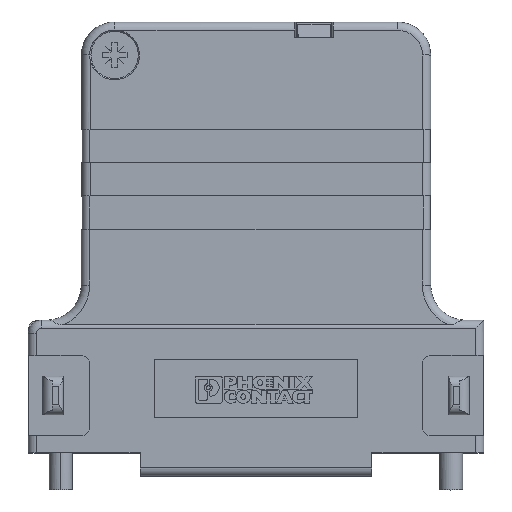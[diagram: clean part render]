
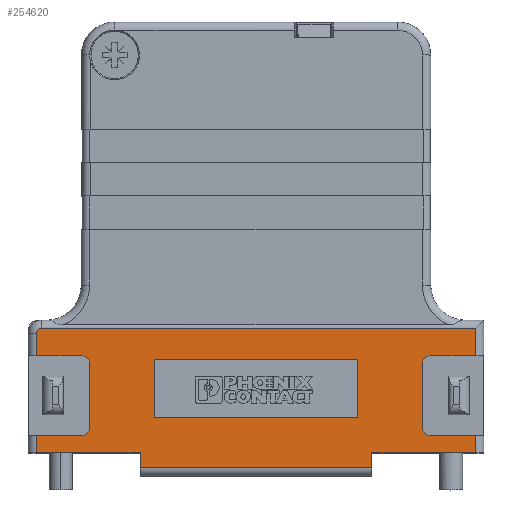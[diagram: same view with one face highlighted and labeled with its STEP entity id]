
A CAD part, top view. The second image highlights one B-rep face of the part: STEP entity #254620.
In plain terms, the highlighted face is planar.
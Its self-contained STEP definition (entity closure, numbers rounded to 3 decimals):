
#14710=CARTESIAN_POINT('',(-13.981,-1.802,
-0.1));
#14720=VERTEX_POINT('',#14710);
#14750=CARTESIAN_POINT('',(-13.981,0.74,
-0.1));
#14760=DIRECTION('',(0.,1.,0.));
#14770=VECTOR('',#14760,1.);
#14780=LINE('',#14750,#14770);
#14790=CARTESIAN_POINT('',(-13.981,0.019,
-0.1));
#14800=VERTEX_POINT('',#14790);
#14810=EDGE_CURVE('',#14720,#14800,#14780,.T.);
#131040=CARTESIAN_POINT('',(26.469,0.019,
-0.1));
#131050=VERTEX_POINT('',#131040);
#131080=CARTESIAN_POINT('',(0.,0.019,
-0.1));
#131090=DIRECTION('',(1.,0.,0.));
#131100=VECTOR('',#131090,1.);
#131110=LINE('',#131080,#131100);
#131120=CARTESIAN_POINT('',(13.981,0.019,
-0.1));
#131130=VERTEX_POINT('',#131120);
#131140=EDGE_CURVE('',#131130,#131050,#131110,.T.);
#131310=CARTESIAN_POINT('',(0.,0.019,
-0.1));
#131320=DIRECTION('',(-1.,0.,0.));
#131330=VECTOR('',#131320,1.);
#131340=LINE('',#131310,#131330);
#131350=CARTESIAN_POINT('',(-26.469,0.019,
-0.1));
#131360=VERTEX_POINT('',#131350);
#131370=EDGE_CURVE('',#14800,#131360,#131340,.T.);
#211650=CARTESIAN_POINT('',(13.981,0.74,
-0.1));
#211660=DIRECTION('',(0.,1.,0.));
#211670=VECTOR('',#211660,1.);
#211680=LINE('',#211650,#211670);
#211690=CARTESIAN_POINT('',(13.981,-1.802,
-0.1));
#211700=VERTEX_POINT('',#211690);
#211710=EDGE_CURVE('',#211700,#131130,#211680,.T.);
#214780=CARTESIAN_POINT('',(-26.469,2.111,
-0.1));
#214790=VERTEX_POINT('',#214780);
#214820=CARTESIAN_POINT('',(0.,2.111,
-0.1));
#214830=DIRECTION('',(-1.,0.,0.));
#214840=VECTOR('',#214830,1.);
#214850=LINE('',#214820,#214840);
#214860=CARTESIAN_POINT('',(-21.05,2.111,-0.1)
);
#214870=VERTEX_POINT('',#214860);
#214880=EDGE_CURVE('',#214870,#214790,#214850,.T.);
#220630=CARTESIAN_POINT('',(-21.05,3.135,-0.1)
);
#220640=DIRECTION('',(0.,0.,1.));
#220650=DIRECTION('',(1.,0.,0.));
#220660=AXIS2_PLACEMENT_3D('',#220630,#220640,#220650);
#220670=CIRCLE('',#220660,1.024);
#220680=CARTESIAN_POINT('',(-20.026,3.135,
-0.1));
#220690=VERTEX_POINT('',#220680);
#220700=EDGE_CURVE('',#214870,#220690,#220670,.T.);
#220950=CARTESIAN_POINT('',(-20.026,0.74,
-0.1));
#220960=DIRECTION('',(0.,-1.,0.));
#220970=VECTOR('',#220960,1.);
#220980=LINE('',#220950,#220970);
#220990=CARTESIAN_POINT('',(-20.026,10.735,-0.1
));
#221000=VERTEX_POINT('',#220990);
#221010=EDGE_CURVE('',#221000,#220690,#220980,.T.);
#221260=CARTESIAN_POINT('',(-21.05,10.735,-0.1));
#221270=DIRECTION('',(0.,0.,1.));
#221280=DIRECTION('',(-1.,0.,0.));
#221290=AXIS2_PLACEMENT_3D('',#221260,#221270,#221280);
#221300=CIRCLE('',#221290,1.024);
#221310=CARTESIAN_POINT('',(-21.05,11.759,-0.1))
;
#221320=VERTEX_POINT('',#221310);
#221330=EDGE_CURVE('',#221000,#221320,#221300,.T.);
#221580=CARTESIAN_POINT('',(0.,11.759,
-0.1));
#221590=DIRECTION('',(1.,0.,0.));
#221600=VECTOR('',#221590,1.);
#221610=LINE('',#221580,#221600);
#221620=CARTESIAN_POINT('',(-26.469,11.759,
-0.1));
#221630=VERTEX_POINT('',#221620);
#221640=EDGE_CURVE('',#221630,#221320,#221610,.T.);
#253190=CARTESIAN_POINT('',(0.,0.74,
-0.1));
#253200=DIRECTION('',(0.,0.,-1.));
#253210=DIRECTION('',(0.,-1.,0.));
#253220=AXIS2_PLACEMENT_3D('',#253190,#253200,#253210);
#253230=PLANE('',#253220);
#253240=CARTESIAN_POINT('',(-12.25,0.74,-0.1
));
#253250=DIRECTION('',(0.,-1.,0.));
#253260=VECTOR('',#253250,1.);
#253270=LINE('',#253240,#253260);
#253280=CARTESIAN_POINT('',(-12.25,11.3,-0.1));
#253290=VERTEX_POINT('',#253280);
#253300=CARTESIAN_POINT('',(-12.25,4.3,-0.1)
);
#253310=VERTEX_POINT('',#253300);
#253320=EDGE_CURVE('',#253290,#253310,#253270,.T.);
#253330=ORIENTED_EDGE('',*,*,#253320,.T.);
#253340=CARTESIAN_POINT('',(0.,11.3,
-0.1));
#253350=DIRECTION('',(1.,0.,0.));
#253360=VECTOR('',#253350,1.);
#253370=LINE('',#253340,#253360);
#253380=CARTESIAN_POINT('',(12.25,11.3,-0.1));
#253390=VERTEX_POINT('',#253380);
#253400=EDGE_CURVE('',#253290,#253390,#253370,.T.);
#253410=ORIENTED_EDGE('',*,*,#253400,.F.);
#253420=CARTESIAN_POINT('',(12.25,0.74,-0.1)
);
#253430=DIRECTION('',(0.,-1.,0.));
#253440=VECTOR('',#253430,1.);
#253450=LINE('',#253420,#253440);
#253460=CARTESIAN_POINT('',(12.25,4.3,-0.1))
;
#253470=VERTEX_POINT('',#253460);
#253480=EDGE_CURVE('',#253390,#253470,#253450,.T.);
#253490=ORIENTED_EDGE('',*,*,#253480,.F.);
#253500=CARTESIAN_POINT('',(0.,4.3,
-0.1));
#253510=DIRECTION('',(-1.,0.,0.));
#253520=VECTOR('',#253510,1.);
#253530=LINE('',#253500,#253520);
#253540=EDGE_CURVE('',#253470,#253310,#253530,.T.);
#253550=ORIENTED_EDGE('',*,*,#253540,.F.);
#253560=EDGE_LOOP('',(#253550,#253490,#253410,#253330));
#253570=FACE_BOUND('',#253560,.T.);
#253580=ORIENTED_EDGE('',*,*,#221640,.F.);
#253590=ORIENTED_EDGE('',*,*,#221330,.T.);
#253600=ORIENTED_EDGE('',*,*,#221010,.F.);
#253610=ORIENTED_EDGE('',*,*,#220700,.T.);
#253620=ORIENTED_EDGE('',*,*,#214880,.F.);
#253630=CARTESIAN_POINT('',(-26.469,0.74,
-0.1));
#253640=DIRECTION('',(0.,-1.,0.));
#253650=VECTOR('',#253640,1.);
#253660=LINE('',#253630,#253650);
#253670=EDGE_CURVE('',#214790,#131360,#253660,.T.);
#253680=ORIENTED_EDGE('',*,*,#253670,.F.);
#253690=ORIENTED_EDGE('',*,*,#131370,.T.);
#253700=ORIENTED_EDGE('',*,*,#14810,.T.);
#253710=CARTESIAN_POINT('',(0.,-1.802,
-0.1));
#253720=DIRECTION('',(1.,0.,0.));
#253730=VECTOR('',#253720,1.);
#253740=LINE('',#253710,#253730);
#253750=EDGE_CURVE('',#14720,#211700,#253740,.T.);
#253760=ORIENTED_EDGE('',*,*,#253750,.F.);
#253770=ORIENTED_EDGE('',*,*,#211710,.F.);
#253780=ORIENTED_EDGE('',*,*,#131140,.F.);
#253790=CARTESIAN_POINT('',(26.469,0.74,
-0.1));
#253800=DIRECTION('',(0.,-1.,0.));
#253810=VECTOR('',#253800,1.);
#253820=LINE('',#253790,#253810);
#253830=CARTESIAN_POINT('',(26.469,2.111,
-0.1));
#253840=VERTEX_POINT('',#253830);
#253850=EDGE_CURVE('',#253840,#131050,#253820,.T.);
#253860=ORIENTED_EDGE('',*,*,#253850,.T.);
#253870=CARTESIAN_POINT('',(0.,2.111,
-0.1));
#253880=DIRECTION('',(1.,0.,0.));
#253890=VECTOR('',#253880,1.);
#253900=LINE('',#253870,#253890);
#253910=CARTESIAN_POINT('',(21.05,2.111,-0.1))
;
#253920=VERTEX_POINT('',#253910);
#253930=EDGE_CURVE('',#253920,#253840,#253900,.T.);
#253940=ORIENTED_EDGE('',*,*,#253930,.T.);
#253950=CARTESIAN_POINT('',(21.05,3.135,-0.1))
;
#253960=DIRECTION('',(0.,0.,-1.));
#253970=DIRECTION('',(-1.,0.,0.));
#253980=AXIS2_PLACEMENT_3D('',#253950,#253960,#253970);
#253990=CIRCLE('',#253980,1.024);
#254000=CARTESIAN_POINT('',(20.026,3.135,
-0.1));
#254010=VERTEX_POINT('',#254000);
#254020=EDGE_CURVE('',#253920,#254010,#253990,.T.);
#254030=ORIENTED_EDGE('',*,*,#254020,.F.);
#254040=CARTESIAN_POINT('',(20.026,0.74,
-0.1));
#254050=DIRECTION('',(0.,-1.,0.));
#254060=VECTOR('',#254050,1.);
#254070=LINE('',#254040,#254060);
#254080=CARTESIAN_POINT('',(20.026,10.735,-0.1)
);
#254090=VERTEX_POINT('',#254080);
#254100=EDGE_CURVE('',#254090,#254010,#254070,.T.);
#254110=ORIENTED_EDGE('',*,*,#254100,.T.);
#254120=CARTESIAN_POINT('',(21.05,10.735,-0.1));
#254130=DIRECTION('',(0.,0.,-1.));
#254140=DIRECTION('',(1.,0.,0.));
#254150=AXIS2_PLACEMENT_3D('',#254120,#254130,#254140);
#254160=CIRCLE('',#254150,1.024);
#254170=CARTESIAN_POINT('',(21.05,11.759,-0.1))
;
#254180=VERTEX_POINT('',#254170);
#254190=EDGE_CURVE('',#254090,#254180,#254160,.T.);
#254200=ORIENTED_EDGE('',*,*,#254190,.F.);
#254210=CARTESIAN_POINT('',(0.,11.759,
-0.1));
#254220=DIRECTION('',(-1.,0.,0.));
#254230=VECTOR('',#254220,1.);
#254240=LINE('',#254210,#254230);
#254250=CARTESIAN_POINT('',(26.469,11.759,
-0.1));
#254260=VERTEX_POINT('',#254250);
#254270=EDGE_CURVE('',#254260,#254180,#254240,.T.);
#254280=ORIENTED_EDGE('',*,*,#254270,.T.);
#254290=CARTESIAN_POINT('',(26.469,13.089,
-0.1));
#254300=DIRECTION('',(0.,-1.,0.));
#254310=VECTOR('',#254300,1.);
#254320=LINE('',#254290,#254310);
#254330=CARTESIAN_POINT('',(26.469,14.419,
-0.1));
#254340=VERTEX_POINT('',#254330);
#254350=EDGE_CURVE('',#254340,#254260,#254320,.T.);
#254360=ORIENTED_EDGE('',*,*,#254350,.T.);
#254370=CARTESIAN_POINT('',(25.869,14.419,
-0.1));
#254380=DIRECTION('',(0.,0.,1.));
#254390=DIRECTION('',(0.,-1.,0.));
#254400=AXIS2_PLACEMENT_3D('',#254370,#254380,#254390);
#254410=CIRCLE('',#254400,0.6);
#254420=CARTESIAN_POINT('',(25.869,15.019,
-0.1));
#254430=VERTEX_POINT('',#254420);
#254440=EDGE_CURVE('',#254340,#254430,#254410,.T.);
#254450=ORIENTED_EDGE('',*,*,#254440,.F.);
#254460=CARTESIAN_POINT('',(25.869,15.019,
-0.1));
#254470=DIRECTION('',(-1.,0.,0.));
#254480=VECTOR('',#254470,1.);
#254490=LINE('',#254460,#254480);
#254500=CARTESIAN_POINT('',(-26.469,15.019,
-0.1));
#254510=VERTEX_POINT('',#254500);
#254520=EDGE_CURVE('',#254430,#254510,#254490,.T.);
#254530=ORIENTED_EDGE('',*,*,#254520,.F.);
#254540=CARTESIAN_POINT('',(-26.469,0.74,
-0.1));
#254550=DIRECTION('',(0.,-1.,0.));
#254560=VECTOR('',#254550,1.);
#254570=LINE('',#254540,#254560);
#254580=EDGE_CURVE('',#254510,#221630,#254570,.T.);
#254590=ORIENTED_EDGE('',*,*,#254580,.F.);
#254600=EDGE_LOOP('',(#254590,#254530,#254450,#254360,#254280,#254200,
#254110,#254030,#253940,#253860,#253780,#253770,#253760,#253700,#253690,
#253680,#253620,#253610,#253600,#253590,#253580));
#254610=FACE_OUTER_BOUND('',#254600,.T.);
#254620=ADVANCED_FACE('',(#253570,#254610),#253230,.T.);
